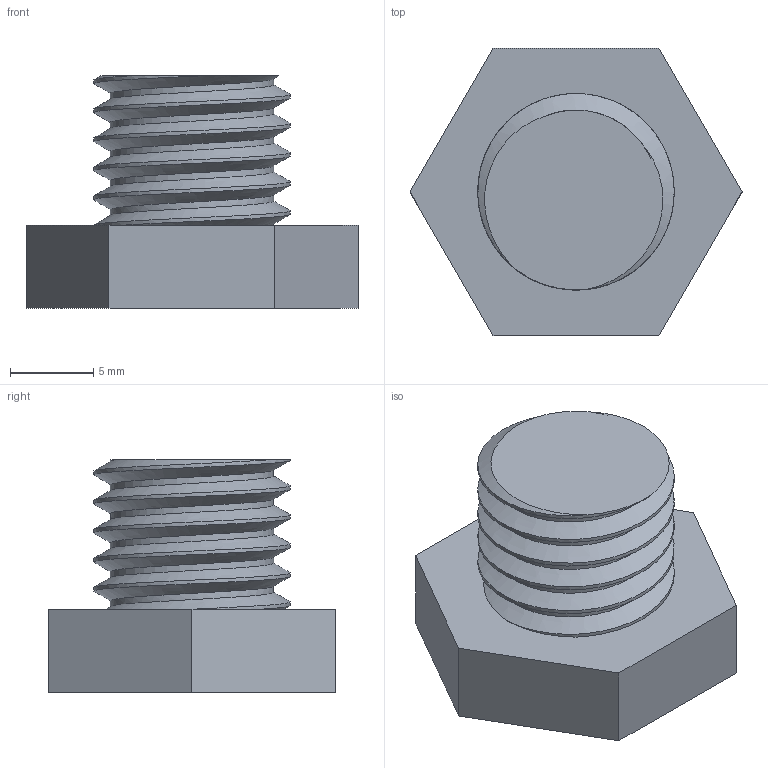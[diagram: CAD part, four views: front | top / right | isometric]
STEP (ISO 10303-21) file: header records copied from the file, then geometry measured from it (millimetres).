
FILE_DESCRIPTION(/* description */ (''),/* implementation_level */ '2;1');
FILE_NAME(/* name */ 'Locking Pawl Male.step',/* time_stamp */ '2019-07-23T08:24:03-07:00',/* author */ (''),/* organization */ (''),/* preprocessor_version */ 'ST-DEVELOPER v18',/* originating_system */ 'Autodesk Translation Framework v8.2.0.1029',/* authorisation */ '');
FILE_SCHEMA (('AUTOMOTIVE_DESIGN { 1 0 10303 214 3 1 1 }'));
Length unit declared in the file: millimetre
Products named in the file (1): Locking Pawl Male
Bounding box: 20 x 17.32 x 14 mm (x, y, z)
Volume: 2118.9 mm3; surface area: 1325.6 mm2
Topology: 1 solids, 1 shells, 24 faces, 63 edges, 42 vertices
Faces by surface type: cylinder 13, plane 9, bspline 2
Full cylindrical faces by diameter (mm): 9.836 x5, 11.834 x4
Entity records: 2319 total; most frequent: CARTESIAN_POINT 1748, ORIENTED_EDGE 126, DIRECTION 85, EDGE_CURVE 63, VERTEX_POINT 42, B_SPLINE_CURVE_WITH_KNOTS 29, LINE 29, VECTOR 29
